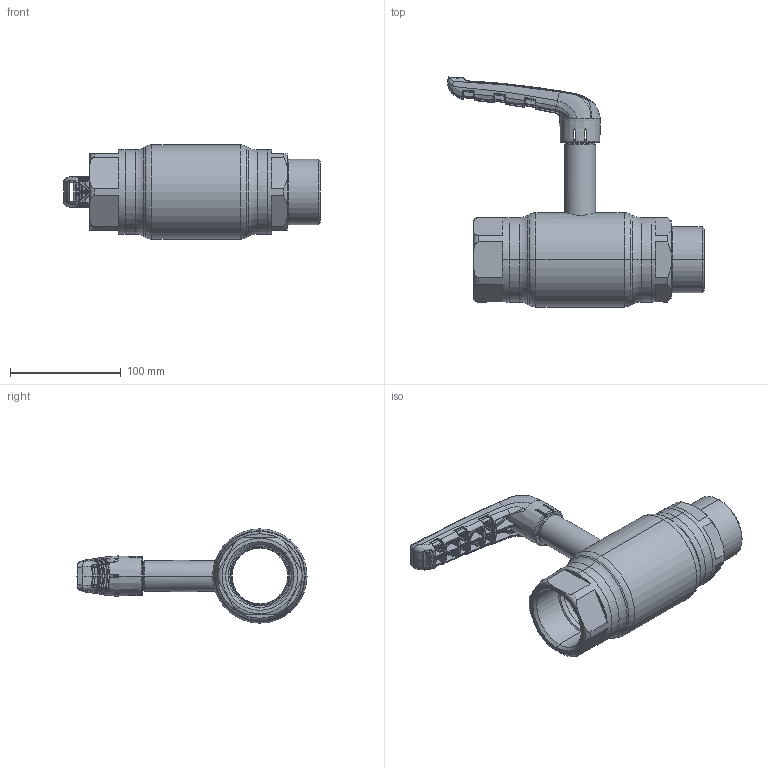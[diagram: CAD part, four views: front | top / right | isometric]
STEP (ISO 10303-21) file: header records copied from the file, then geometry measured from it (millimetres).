
FILE_DESCRIPTION (( 'STEP AP214' ), '1' );
FILE_NAME ('2050002401-xxxx.step', '2019-05-10T11:11:59', ( '' ), ( '' ), 'SwSTEP 2.0', 'SolidWorks 2017', '' );
FILE_SCHEMA (( 'AUTOMOTIVE_DESIGN' ));
Length unit declared in the file: millimetre
Products named in the file (1): 2050002401-xxxx
Bounding box: 231.35 x 207.31 x 85 mm (x, y, z)
Surface area: 102689.6 mm2 (no closed solid volume)
Topology: 0 solids, 12 shells, 780 faces, 2591 edges, 1685 vertices
Faces by surface type: bspline 619, plane 65, cylinder 34, cone 32, torus 23, sphere 7
Entity records: 59179 total; most frequent: CARTESIAN_POINT 34293, ORIENTED_EDGE 4095, EDGE_CURVE 2581, B_SPLINE_CURVE_WITH_KNOTS 1803, VERTEX_POINT 1685, DIRECTION 1674, EDGE_LOOP 790, UNCERTAINTY_MEASURE_WITH_UNIT 782
